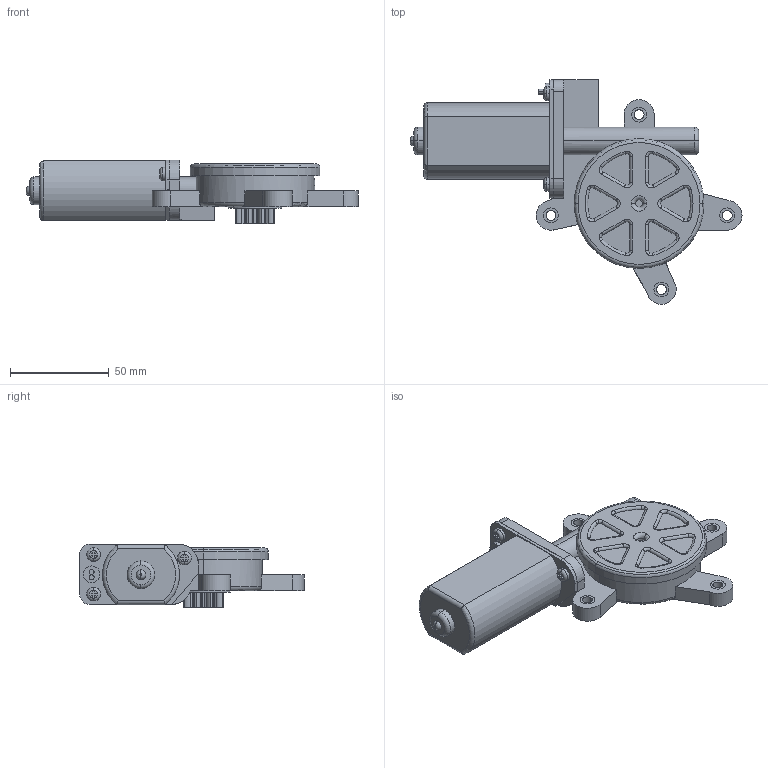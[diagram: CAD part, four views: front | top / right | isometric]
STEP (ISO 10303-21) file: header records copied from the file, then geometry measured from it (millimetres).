
FILE_DESCRIPTION (( 'STEP AP214' ), '1' );
FILE_NAME ('Motor mabuchi LC-578VA.STEP', '2015-02-23T12:54:37', ( '' ), ( '' ), 'SwSTEP 2.0', 'SolidWorks 2014', '' );
FILE_SCHEMA (( 'AUTOMOTIVE_DESIGN' ));
Length unit declared in the file: millimetre
Products named in the file (1): Motor mabuchi LC-578VA
Bounding box: 168.05 x 113.66 x 32.2 mm (x, y, z)
Volume: 165152.2 mm3; surface area: 43108.7 mm2
Topology: 12 solids, 12 shells, 410 faces, 1053 edges, 689 vertices
Faces by surface type: plane 179, cylinder 165, torus 59, cone 6, bspline 1
Entity records: 15302 total; most frequent: CARTESIAN_POINT 2752, DIRECTION 2255, ORIENTED_EDGE 2094, EDGE_CURVE 1047, AXIS2_PLACEMENT_3D 883, VERTEX_POINT 689, LINE 489, VECTOR 489
